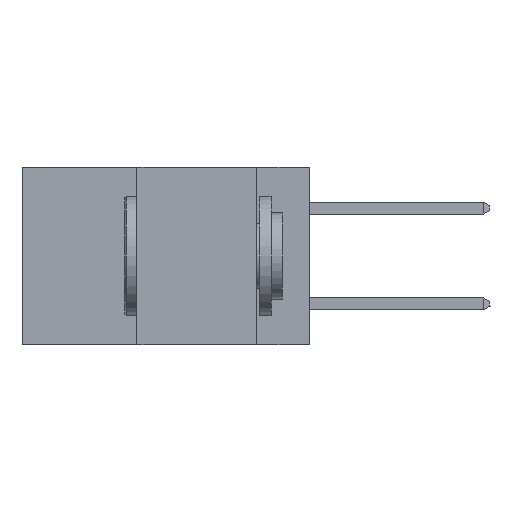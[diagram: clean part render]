
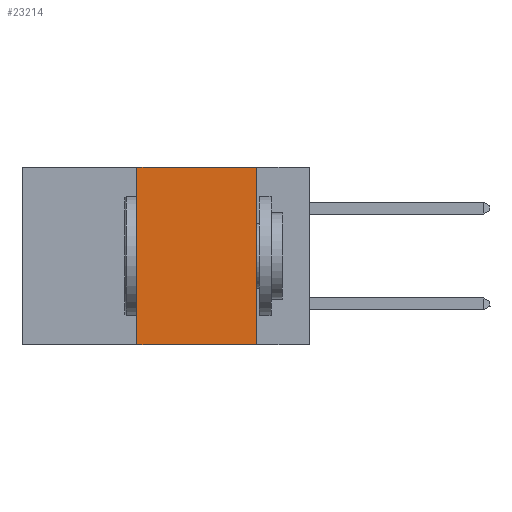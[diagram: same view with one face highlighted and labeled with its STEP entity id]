
A CAD part, left-side view. The second image highlights one B-rep face of the part: STEP entity #23214.
In plain terms, the highlighted planar face has unit normal (-1, 0, 0).
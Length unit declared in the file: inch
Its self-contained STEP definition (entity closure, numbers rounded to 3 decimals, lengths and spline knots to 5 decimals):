
#748 = EDGE_CURVE ( 'NONE', #19890, #36606, #815, .T. ) ;
#815 = LINE ( 'NONE', #11622, #19010 ) ;
#2690 = CARTESIAN_POINT ( 'NONE',  ( 0., 0.36, -0.37 ) ) ;
#3819 = CARTESIAN_POINT ( 'NONE',  ( 0., 0.36, 0. ) ) ;
#4549 = DIRECTION ( 'NONE',  ( 0., -1., 0. ) ) ;
#8584 = VECTOR ( 'NONE', #23063, 39.37008 ) ;
#9381 = DIRECTION ( 'NONE',  ( 0., -1., 0. ) ) ;
#10968 = LINE ( 'NONE', #39656, #34486 ) ;
#11622 = CARTESIAN_POINT ( 'NONE',  ( 0., 0.11, 0. ) ) ;
#12001 = CARTESIAN_POINT ( 'NONE',  ( 0., 0.6, 0. ) ) ;
#15439 = VERTEX_POINT ( 'NONE', #2690 ) ;
#16897 = EDGE_CURVE ( 'NONE', #37080, #19890, #24517, .T. ) ;
#17976 = ORIENTED_EDGE ( 'NONE', *, *, #20555, .T. ) ;
#18144 = ORIENTED_EDGE ( 'NONE', *, *, #748, .F. ) ;
#18442 = PLANE ( 'NONE',  #21055 ) ;
#19010 = VECTOR ( 'NONE', #30797, 39.37008 ) ;
#19890 = VERTEX_POINT ( 'NONE', #39706 ) ;
#20555 = EDGE_CURVE ( 'NONE', #15439, #36606, #10968, .T. ) ;
#21055 = AXIS2_PLACEMENT_3D ( 'NONE', #12001, #40735, #21637 ) ;
#21637 = DIRECTION ( 'NONE',  ( 0., 0., -1. ) ) ;
#21887 = ORIENTED_EDGE ( 'NONE', *, *, #34699, .F. ) ;
#23063 = DIRECTION ( 'NONE',  ( 0., 0., 1. ) ) ;
#23214 = ADVANCED_FACE ( 'NONE', ( #27758 ), #18442, .F. ) ;
#24517 = LINE ( 'NONE', #34988, #40466 ) ;
#24635 = LINE ( 'NONE', #3819, #8584 ) ;
#27758 = FACE_OUTER_BOUND ( 'NONE', #30320, .T. ) ;
#27992 = ORIENTED_EDGE ( 'NONE', *, *, #16897, .F. ) ;
#30320 = EDGE_LOOP ( 'NONE', ( #18144, #27992, #21887, #17976 ) ) ;
#30797 = DIRECTION ( 'NONE',  ( 0., 0., -1. ) ) ;
#34486 = VECTOR ( 'NONE', #4549, 39.37008 ) ;
#34699 = EDGE_CURVE ( 'NONE', #15439, #37080, #24635, .T. ) ;
#34944 = CARTESIAN_POINT ( 'NONE',  ( 0., 0.36, 0. ) ) ;
#34988 = CARTESIAN_POINT ( 'NONE',  ( 0., 0.6, 0. ) ) ;
#36606 = VERTEX_POINT ( 'NONE', #38982 ) ;
#37080 = VERTEX_POINT ( 'NONE', #34944 ) ;
#38982 = CARTESIAN_POINT ( 'NONE',  ( 0., 0.11, -0.37 ) ) ;
#39656 = CARTESIAN_POINT ( 'NONE',  ( 0., 0.6, -0.37 ) ) ;
#39706 = CARTESIAN_POINT ( 'NONE',  ( 0., 0.11, 0. ) ) ;
#40466 = VECTOR ( 'NONE', #9381, 39.37008 ) ;
#40735 = DIRECTION ( 'NONE',  ( 1., 0., 0. ) ) ;
